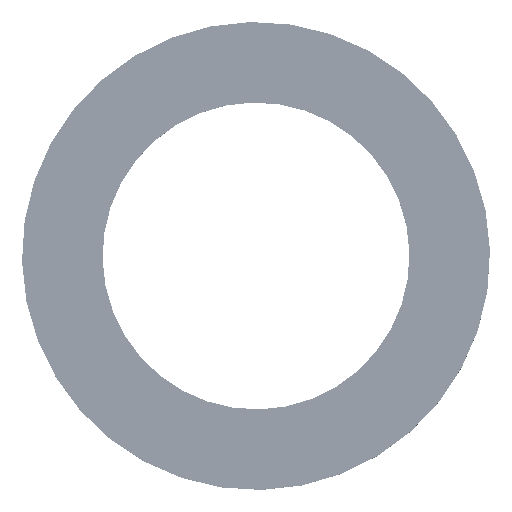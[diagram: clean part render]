
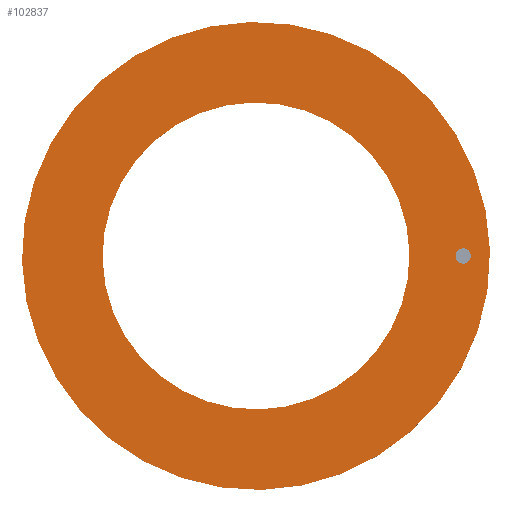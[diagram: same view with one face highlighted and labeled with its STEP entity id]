
A CAD part, top view. The second image highlights one B-rep face of the part: STEP entity #102837.
In plain terms, the highlighted planar face has unit normal (0, 0, 1).
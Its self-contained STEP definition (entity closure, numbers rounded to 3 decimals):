
#5465=AXIS2_PLACEMENT_3D('Circle Axis2P3D',#5463,#5464,$) ;
#5484=AXIS2_PLACEMENT_3D('Circle Axis2P3D',#5482,#5483,$) ;
#8608=AXIS2_PLACEMENT_3D('Circle Axis2P3D',#8606,#8607,$) ;
#8634=AXIS2_PLACEMENT_3D('Circle Axis2P3D',#8632,#8633,$) ;
#102809=AXIS2_PLACEMENT_3D('Plane Axis2P3D',#102806,#102807,#102808) ;
#102821=AXIS2_PLACEMENT_3D('Circle Axis2P3D',#102819,#102820,$) ;
#102830=AXIS2_PLACEMENT_3D('Circle Axis2P3D',#102828,#102829,$) ;
#5460=CARTESIAN_POINT('Vertex',(-7.311,-13.383,2.5)) ;
#5463=CARTESIAN_POINT('Axis2P3D Location',(0.,0.,2.5)) ;
#5467=CARTESIAN_POINT('Vertex',(7.311,13.383,2.5)) ;
#5482=CARTESIAN_POINT('Axis2P3D Location',(0.,0.,2.5)) ;
#8606=CARTESIAN_POINT('Axis2P3D Location',(0.,0.,2.5)) ;
#8610=CARTESIAN_POINT('Vertex',(4.794,8.776,2.5)) ;
#8612=CARTESIAN_POINT('Vertex',(-4.794,-8.776,2.5)) ;
#8632=CARTESIAN_POINT('Axis2P3D Location',(0.,0.,2.5)) ;
#102806=CARTESIAN_POINT('Axis2P3D Location',(0.,10.,2.5)) ;
#102819=CARTESIAN_POINT('Axis2P3D Location',(13.5,0.,2.5)) ;
#102823=CARTESIAN_POINT('Vertex',(13.5,-0.5,2.5)) ;
#102825=CARTESIAN_POINT('Vertex',(13.5,0.5,2.5)) ;
#102828=CARTESIAN_POINT('Axis2P3D Location',(13.5,0.,2.5)) ;
#5464=DIRECTION('Axis2P3D Direction',(0.,0.,-0.039)) ;
#5483=DIRECTION('Axis2P3D Direction',(0.,0.,-0.039)) ;
#8607=DIRECTION('Axis2P3D Direction',(0.,0.,-0.039)) ;
#8633=DIRECTION('Axis2P3D Direction',(0.,0.,-0.039)) ;
#102807=DIRECTION('Axis2P3D Direction',(0.,0.,-0.039)) ;
#102808=DIRECTION('Axis2P3D XDirection',(0.039,0.,0.)) ;
#102820=DIRECTION('Axis2P3D Direction',(0.,0.,-0.039)) ;
#102829=DIRECTION('Axis2P3D Direction',(0.,0.,-0.039)) ;
#102812=ORIENTED_EDGE('',*,*,#5486,.F.) ;
#102813=ORIENTED_EDGE('',*,*,#5469,.F.) ;
#102816=ORIENTED_EDGE('',*,*,#8636,.T.) ;
#102817=ORIENTED_EDGE('',*,*,#8614,.T.) ;
#102834=ORIENTED_EDGE('',*,*,#102827,.F.) ;
#102835=ORIENTED_EDGE('',*,*,#102832,.F.) ;
#102818=FACE_BOUND('',#102815,.T.) ;
#102836=FACE_BOUND('',#102833,.T.) ;
#102837=ADVANCED_FACE('PartBody',(#102814,#102818,#102836),#102810,.F.) ;
#5466=CIRCLE('generated circle',#5465,15.25) ;
#5485=CIRCLE('generated circle',#5484,15.25) ;
#8609=CIRCLE('generated circle',#8608,10.) ;
#8635=CIRCLE('generated circle',#8634,10.) ;
#102822=CIRCLE('generated circle',#102821,0.5) ;
#102831=CIRCLE('generated circle',#102830,0.5) ;
#5469=EDGE_CURVE('',#5461,#5468,#5466,.T.) ;
#5486=EDGE_CURVE('',#5468,#5461,#5485,.T.) ;
#8614=EDGE_CURVE('',#8611,#8613,#8609,.T.) ;
#8636=EDGE_CURVE('',#8613,#8611,#8635,.T.) ;
#102827=EDGE_CURVE('',#102824,#102826,#102822,.F.) ;
#102832=EDGE_CURVE('',#102826,#102824,#102831,.F.) ;
#102811=EDGE_LOOP('',(#102812,#102813)) ;
#102815=EDGE_LOOP('',(#102816,#102817)) ;
#102833=EDGE_LOOP('',(#102834,#102835)) ;
#102814=FACE_OUTER_BOUND('',#102811,.T.) ;
#102810=PLANE('',#102809) ;
#5461=VERTEX_POINT('',#5460) ;
#5468=VERTEX_POINT('',#5467) ;
#8611=VERTEX_POINT('',#8610) ;
#8613=VERTEX_POINT('',#8612) ;
#102824=VERTEX_POINT('',#102823) ;
#102826=VERTEX_POINT('',#102825) ;
